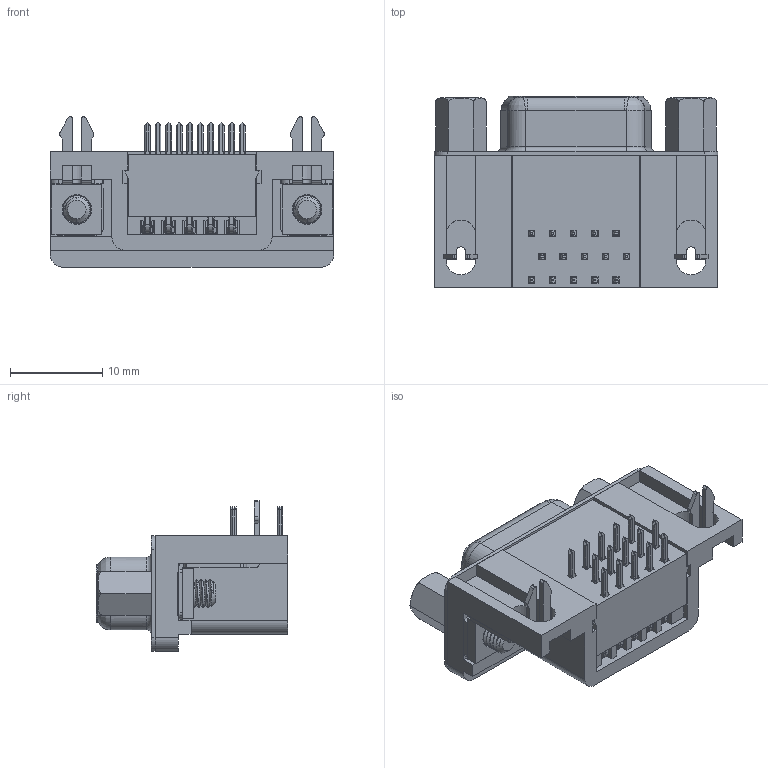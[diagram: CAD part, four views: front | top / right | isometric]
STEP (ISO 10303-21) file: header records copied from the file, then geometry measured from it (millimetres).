
FILE_DESCRIPTION((''),'2;1');
FILE_NAME('D11269S1X12E21N2_ASM','2016-08-12T',('henry'),(''),'PRO/ENGINEER BY PARAMETRIC TECHNOLOGY CORPORATION, 2008230','PRO/ENGINEER BY PARAMETRIC TECHNOLOGY CORPORATION, 2008230','');
FILE_SCHEMA(('CONFIG_CONTROL_DESIGN'));
Length unit declared in the file: millimetre
Products named in the file (25): D112-H15S_79; ZZ_11; MM_3; MANIFOLD_SOLID_BREP_13339; MANIFOLD_SOLID_BREP_16179; T3_5_ASM; MANIFOLD_SOLID_BREP_18054; MANIFOLD_SOLID_BREP_20824; MANIFOLD_SOLID_BREP_22635; MANIFOLD_SOLID_BREP_25405; MANIFOLD_SOLID_BREP_27216; MANIFOLD_SOLID_BREP_29986; MANIFOLD_SOLID_BREP_31797; MANIFOLD_SOLID_BREP_34567; MANIFOLD_SOLID_BREP_37337; MANIFOLD_SOLID_BREP_39100; T2_4_ASM; MANIFOLD_SOLID_BREP_40938; MANIFOLD_SOLID_BREP_43779; T1_5_ASM; CC_25; H15S-SHEL_1; MM-2_1; D112-H15S-LSK_ASM_211_ASM; D11269S1X12E21N2_ASM
Assembly tree (35 placements, depth 4):
  D11269S1X12E21N2_ASM
    D112-H15S-LSK_ASM_211_ASM
      D112-H15S_79
      ZZ_11  x2
      MM_3  x2
      T3_5_ASM  x5
        MANIFOLD_SOLID_BREP_13339
        MANIFOLD_SOLID_BREP_16179
      T2_4_ASM
        MANIFOLD_SOLID_BREP_18054
        MANIFOLD_SOLID_BREP_20824
        MANIFOLD_SOLID_BREP_22635
        MANIFOLD_SOLID_BREP_25405
        MANIFOLD_SOLID_BREP_27216
        MANIFOLD_SOLID_BREP_29986
        MANIFOLD_SOLID_BREP_31797
        MANIFOLD_SOLID_BREP_34567
        MANIFOLD_SOLID_BREP_37337
        MANIFOLD_SOLID_BREP_39100
      T1_5_ASM  x5
        MANIFOLD_SOLID_BREP_40938
        MANIFOLD_SOLID_BREP_43779
      CC_25
      H15S-SHEL_1
      MM-2_1  x2
Bounding box: 30.81 x 20.8 x 16.35 mm (x, y, z)
Volume: 4064.4 mm3; surface area: 8922.1 mm2
Topology: 39 solids, 43 shells, 2561 faces, 6903 edges, 4403 vertices
Faces by surface type: plane 1191, cylinder 654, bspline 224, cone 204, extrusion 178, torus 80, revolution 30
Entity records: 57509 total; most frequent: CARTESIAN_POINT 20504, ORIENTED_EDGE 7986, DIRECTION 7008, EDGE_CURVE 3998, VECTOR 2690, LINE 2608, VERTEX_POINT 2564, AXIS2_PLACEMENT_3D 2152
